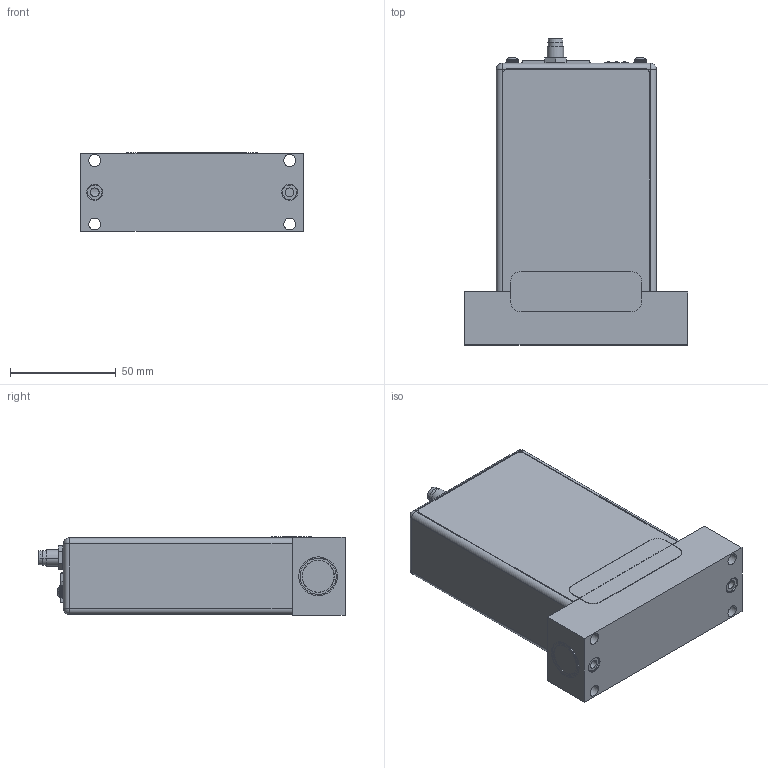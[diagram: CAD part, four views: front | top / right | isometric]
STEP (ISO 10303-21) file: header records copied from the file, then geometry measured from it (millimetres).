
FILE_DESCRIPTION((''),'2;1');
FILE_NAME('GM50A_ETHERCAT_1-4_TUBE_ASM','2015-09-11T',('cockrofm'),(''),'PRO/ENGINEER BY PARAMETRIC TECHNOLOGY CORPORATION, 2011490','PRO/ENGINEER BY PARAMETRIC TECHNOLOGY CORPORATION, 2011490','');
FILE_SCHEMA(('CONFIG_CONTROL_DESIGN'));
Length unit declared in the file: inch
Products named in the file (29): PRT0057; PRT0058; PRT0059; ASM0013_ASM_ASM; PRT0060; PRT0061; PRT0062; PRT0063; PRT0064; PRT0065; PRT0066; PRT0067; PRT0068; ASM0014_ASM_ASM; PRT0069; PRT0070; PRT0071; PRT0072; PRT0073; PRT0074; ASM0012_ASM_ASM; ASM0011_ASM_ASM; ASM0010_ASM_ASM; GM50A_ETHERCAT_1-4_TUBE_ASM_ASM; 1045912-BODY-DOWNPORT; 136492_PIN; 1045912-BODY-DOWNPORT_ASM; 1031369_DISC; GM50A_ETHERCAT_1-4_TUBE_ASM
Assembly tree (34 placements, depth 7):
  GM50A_ETHERCAT_1-4_TUBE_ASM
    GM50A_ETHERCAT_1-4_TUBE_ASM_ASM
      ASM0010_ASM_ASM
        ASM0011_ASM_ASM
          ASM0012_ASM_ASM
            PRT0057
            ASM0013_ASM_ASM
              PRT0058
              PRT0059
            PRT0060
            PRT0061
            PRT0062
            ASM0014_ASM_ASM
              PRT0063
              PRT0064
              PRT0065
              PRT0066
              PRT0067  x2
              PRT0068  x3
            PRT0069
            PRT0070
            PRT0071
            PRT0072
            PRT0073  x2
            PRT0074  x3
    1045912-BODY-DOWNPORT_ASM
      1045912-BODY-DOWNPORT
      136492_PIN
    1031369_DISC
Bounding box: 105.74 x 144.53 x 37.08 mm (x, y, z)
Volume: 115460.6 mm3; surface area: 117427 mm2
Topology: 27 solids, 32 shells, 976 faces, 2388 edges, 1510 vertices
Faces by surface type: plane 582, cylinder 279, extrusion 40, cone 32, torus 28, sphere 15
Entity records: 24559 total; most frequent: CARTESIAN_POINT 4577, DIRECTION 4216, ORIENTED_EDGE 3856, EDGE_CURVE 1938, AXIS2_PLACEMENT_3D 1449, VECTOR 1318, LINE 1298, VERTEX_POINT 1244
